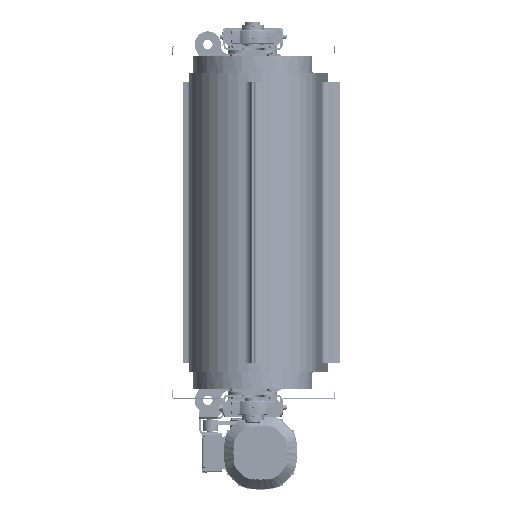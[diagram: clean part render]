
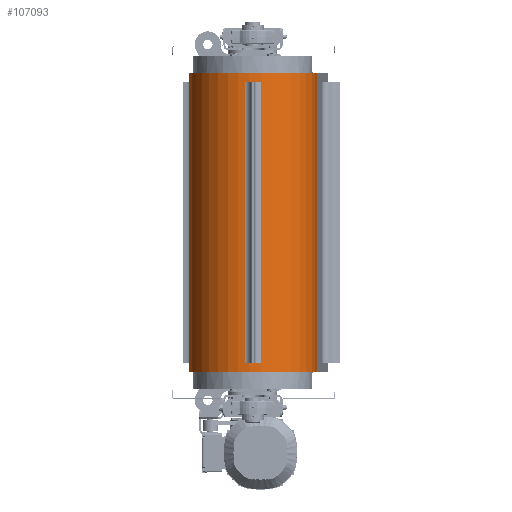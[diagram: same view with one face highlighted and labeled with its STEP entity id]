
A CAD part, left-side view. The second image highlights one B-rep face of the part: STEP entity #107093.
In plain terms, the highlighted cylindrical face has radius 171 mm (diameter 342 mm), a partial arc.
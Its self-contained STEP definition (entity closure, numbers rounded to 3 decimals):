
#5494=FACE_BOUND('',#21735,.T.);
#14439=FACE_OUTER_BOUND('',#21734,.T.);
#21734=EDGE_LOOP('',(#92100,#92101,#92102,#92103));
#21735=EDGE_LOOP('',(#92104,#92105));
#28839=LINE('',#199450,#36041);
#28861=LINE('',#199503,#36063);
#28862=LINE('',#199506,#36064);
#36041=VECTOR('',#146473,800.);
#36063=VECTOR('',#146513,800.);
#36064=VECTOR('',#146514,10.);
#41044=CIRCLE('',#118119,171.);
#41067=CIRCLE('',#118158,171.);
#49927=VERTEX_POINT('',#199310);
#49928=VERTEX_POINT('',#199312);
#49982=VERTEX_POINT('',#199448);
#50004=VERTEX_POINT('',#199499);
#50005=VERTEX_POINT('',#199504);
#50006=VERTEX_POINT('',#199505);
#64110=EDGE_CURVE('',#49927,#49928,#41044,.T.);
#64179=EDGE_CURVE('',#49927,#49982,#28839,.T.);
#64206=EDGE_CURVE('',#50004,#49982,#41067,.T.);
#64207=EDGE_CURVE('',#49928,#50004,#28861,.T.);
#64208=EDGE_CURVE('',#50005,#50006,#28862,.T.);
#92100=ORIENTED_EDGE('',*,*,#64206,.F.);
#92101=ORIENTED_EDGE('',*,*,#64207,.F.);
#92102=ORIENTED_EDGE('',*,*,#64110,.F.);
#92103=ORIENTED_EDGE('',*,*,#64179,.T.);
#92104=ORIENTED_EDGE('',*,*,#64208,.T.);
#92105=ORIENTED_EDGE('',*,*,#64208,.F.);
#94800=CYLINDRICAL_SURFACE('',#118159,171.);
#107093=ADVANCED_FACE('',(#14439,#5494),#94800,.T.);
#118119=AXIS2_PLACEMENT_3D('',#199313,#146358,#146359);
#118158=AXIS2_PLACEMENT_3D('',#199501,#146509,#146510);
#118159=AXIS2_PLACEMENT_3D('',#199502,#146511,#146512);
#146358=DIRECTION('center_axis',(0.,0.,-1.));
#146359=DIRECTION('ref_axis',(-0.558,0.83,0.));
#146473=DIRECTION('',(0.,0.,1.));
#146509=DIRECTION('center_axis',(0.,0.,1.));
#146510=DIRECTION('ref_axis',(-0.558,-0.83,0.));
#146511=DIRECTION('center_axis',(0.,0.,1.));
#146512=DIRECTION('ref_axis',(-0.558,-0.83,0.));
#146513=DIRECTION('',(0.,0.,1.));
#146514=DIRECTION('',(0.,0.,1.));
#199310=CARTESIAN_POINT('',(-784.138,-14.756,-400.));
#199312=CARTESIAN_POINT('',(-765.724,326.748,-400.));
#199313=CARTESIAN_POINT('Origin',(-775.,156.,-400.));
#199448=CARTESIAN_POINT('',(-784.138,-14.756,400.));
#199450=CARTESIAN_POINT('',(-784.138,-14.756,-400.));
#199499=CARTESIAN_POINT('',(-765.724,326.748,400.));
#199501=CARTESIAN_POINT('Origin',(-775.,156.,400.));
#199502=CARTESIAN_POINT('Origin',(-775.,156.,-400.));
#199503=CARTESIAN_POINT('',(-765.724,326.748,-400.));
#199504=CARTESIAN_POINT('',(-946.,156.,-375.));
#199505=CARTESIAN_POINT('',(-946.,156.,375.));
#199506=CARTESIAN_POINT('',(-946.,156.,-400.));
